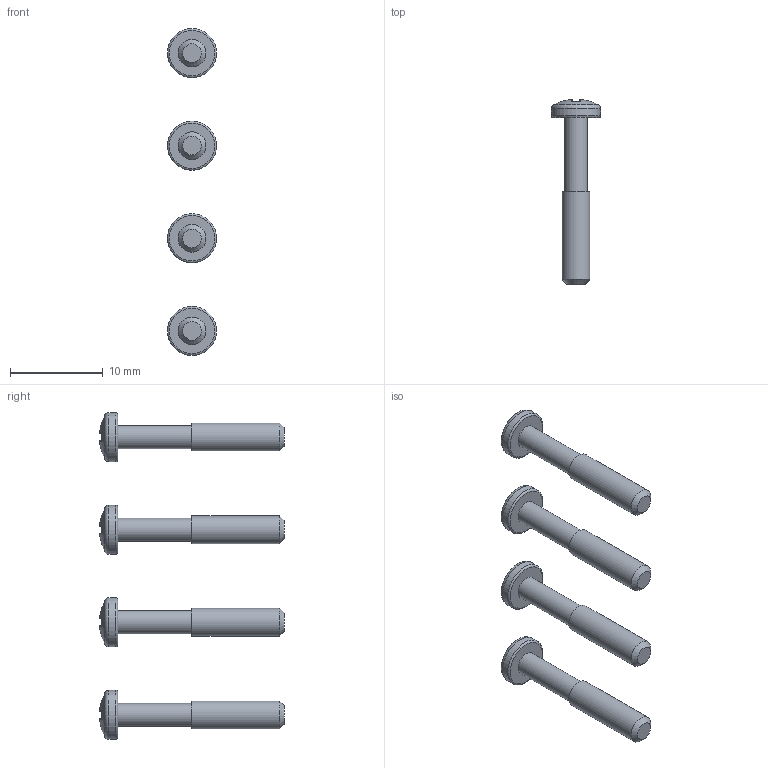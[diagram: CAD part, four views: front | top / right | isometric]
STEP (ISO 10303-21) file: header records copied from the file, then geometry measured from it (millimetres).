
FILE_DESCRIPTION((''),'2;1');
FILE_NAME('96300000_B-SHR.stp','2013-02-04T11:13:03',('Watermann'),(''),'Autodesk Inventor 2013','Autodesk Inventor 2013','');
FILE_SCHEMA(('AUTOMOTIVE_DESIGN { 1 0 10303 214 1 1 1 1 }'));
Length unit declared in the file: millimetre
Products named in the file (2): Baugruppe1; SHR Z KA30x18x10 WN 1412 oG_3Dsym
Assembly tree (4 placements, depth 2):
  Baugruppe1
    SHR Z KA30x18x10 WN 1412 oG_3Dsym  x4
Bounding box: 5.3 x 19.95 x 35.3 mm (x, y, z)
Volume: 563 mm3; surface area: 940.8 mm2
Topology: 4 solids, 4 shells, 140 faces, 336 edges, 216 vertices
Faces by surface type: plane 64, torus 56, cylinder 12, cone 4, sphere 4
Full cylindrical faces by diameter (mm): 2.5 x4, 3 x4, 5.3 x4
Entity records: 1200 total; most frequent: CARTESIAN_POINT 351, DIRECTION 172, ORIENTED_EDGE 154, EDGE_CURVE 77, AXIS2_PLACEMENT_3D 74, VERTEX_POINT 53, EDGE_LOOP 44, FACE_OUTER_BOUND 35
